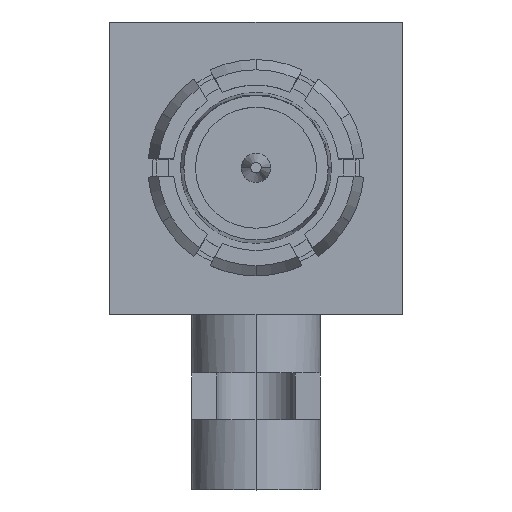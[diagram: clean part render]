
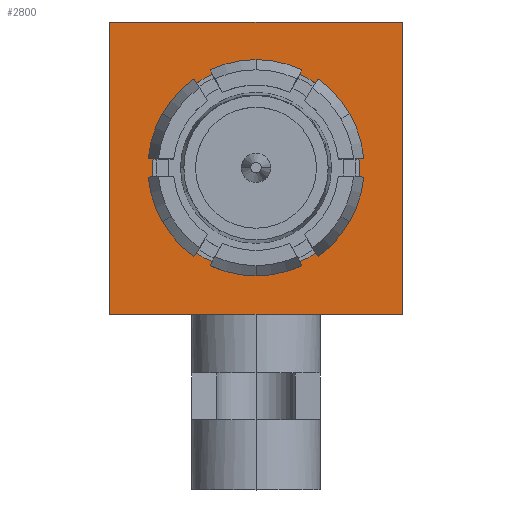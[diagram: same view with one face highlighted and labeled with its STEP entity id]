
A CAD part, top view. The second image highlights one B-rep face of the part: STEP entity #2800.
In plain terms, the highlighted planar face has unit normal (0, 0, 1).
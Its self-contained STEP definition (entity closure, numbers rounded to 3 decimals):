
#202 = EDGE_CURVE ( 'NONE', #5173, #1220, #5147, .T. ) ;
#216 = DIRECTION ( 'NONE',  ( 0., -1., 0. ) ) ;
#223 = ORIENTED_EDGE ( 'NONE', *, *, #202, .F. ) ;
#244 = AXIS2_PLACEMENT_3D ( 'NONE', #908, #2462, #4160 ) ;
#398 = VERTEX_POINT ( 'NONE', #1941 ) ;
#422 = CARTESIAN_POINT ( 'NONE',  ( 2.5, 2.5, 0. ) ) ;
#440 = EDGE_CURVE ( 'NONE', #1551, #793, #1932, .T. ) ;
#534 = EDGE_CURVE ( 'NONE', #5626, #398, #4744, .T. ) ;
#535 = VECTOR ( 'NONE', #2040, 1000. ) ;
#673 = AXIS2_PLACEMENT_3D ( 'NONE', #5509, #2719, #4878 ) ;
#793 = VERTEX_POINT ( 'NONE', #1704 ) ;
#908 = CARTESIAN_POINT ( 'NONE',  ( 2.5, 0., 0. ) ) ;
#942 = CARTESIAN_POINT ( 'NONE',  ( 1.775, 0., 0. ) ) ;
#1095 = CARTESIAN_POINT ( 'NONE',  ( -2.5, 0., 0. ) ) ;
#1208 = DIRECTION ( 'NONE',  ( 0., 0., 1. ) ) ;
#1220 = VERTEX_POINT ( 'NONE', #4110 ) ;
#1551 = VERTEX_POINT ( 'NONE', #5505 ) ;
#1689 = EDGE_CURVE ( 'NONE', #398, #793, #2333, .T. ) ;
#1704 = CARTESIAN_POINT ( 'NONE',  ( -2.5, -2.5, 0. ) ) ;
#1711 = ORIENTED_EDGE ( 'NONE', *, *, #6244, .F. ) ;
#1881 = ORIENTED_EDGE ( 'NONE', *, *, #1689, .T. ) ;
#1932 = LINE ( 'NONE', #1988, #5924 ) ;
#1941 = CARTESIAN_POINT ( 'NONE',  ( -2.5, 2.5, 0. ) ) ;
#1988 = CARTESIAN_POINT ( 'NONE',  ( 2.5, -2.5, 0. ) ) ;
#2040 = DIRECTION ( 'NONE',  ( -1., 0., 0. ) ) ;
#2301 = EDGE_LOOP ( 'NONE', ( #223, #1711 ) ) ;
#2333 = LINE ( 'NONE', #1095, #4952 ) ;
#2462 = DIRECTION ( 'NONE',  ( 0., 0., -1. ) ) ;
#2557 = ORIENTED_EDGE ( 'NONE', *, *, #6411, .F. ) ;
#2593 = VECTOR ( 'NONE', #216, 1000. ) ;
#2719 = DIRECTION ( 'NONE',  ( 0., 0., 1. ) ) ;
#2800 = ADVANCED_FACE ( 'NONE', ( #6368, #6211 ), #3500, .F. ) ;
#3018 = DIRECTION ( 'NONE',  ( -1., 0., 0. ) ) ;
#3057 = CIRCLE ( 'NONE', #6121, 1.775 ) ;
#3500 = PLANE ( 'NONE',  #244 ) ;
#3615 = ORIENTED_EDGE ( 'NONE', *, *, #534, .T. ) ;
#3908 = CARTESIAN_POINT ( 'NONE',  ( 2.5, -2.5, 0. ) ) ;
#4107 = ORIENTED_EDGE ( 'NONE', *, *, #440, .F. ) ;
#4110 = CARTESIAN_POINT ( 'NONE',  ( -1.775, 0., 0. ) ) ;
#4160 = DIRECTION ( 'NONE',  ( -1., 0., 0. ) ) ;
#4346 = CARTESIAN_POINT ( 'NONE',  ( 0., 0., 0. ) ) ;
#4744 = LINE ( 'NONE', #422, #535 ) ;
#4874 = DIRECTION ( 'NONE',  ( 1., 0., 0. ) ) ;
#4878 = DIRECTION ( 'NONE',  ( 1., 0., 0. ) ) ;
#4952 = VECTOR ( 'NONE', #5800, 1000. ) ;
#5147 = CIRCLE ( 'NONE', #673, 1.775 ) ;
#5173 = VERTEX_POINT ( 'NONE', #942 ) ;
#5345 = LINE ( 'NONE', #3908, #2593 ) ;
#5429 = EDGE_LOOP ( 'NONE', ( #1881, #4107, #2557, #3615 ) ) ;
#5505 = CARTESIAN_POINT ( 'NONE',  ( 2.5, -2.5, 0. ) ) ;
#5509 = CARTESIAN_POINT ( 'NONE',  ( 0., 0., 0. ) ) ;
#5554 = CARTESIAN_POINT ( 'NONE',  ( 2.5, 2.5, 0. ) ) ;
#5626 = VERTEX_POINT ( 'NONE', #5554 ) ;
#5800 = DIRECTION ( 'NONE',  ( 0., -1., 0. ) ) ;
#5924 = VECTOR ( 'NONE', #3018, 1000. ) ;
#6121 = AXIS2_PLACEMENT_3D ( 'NONE', #4346, #1208, #4874 ) ;
#6211 = FACE_BOUND ( 'NONE', #2301, .T. ) ;
#6244 = EDGE_CURVE ( 'NONE', #1220, #5173, #3057, .T. ) ;
#6368 = FACE_OUTER_BOUND ( 'NONE', #5429, .T. ) ;
#6411 = EDGE_CURVE ( 'NONE', #5626, #1551, #5345, .T. ) ;
